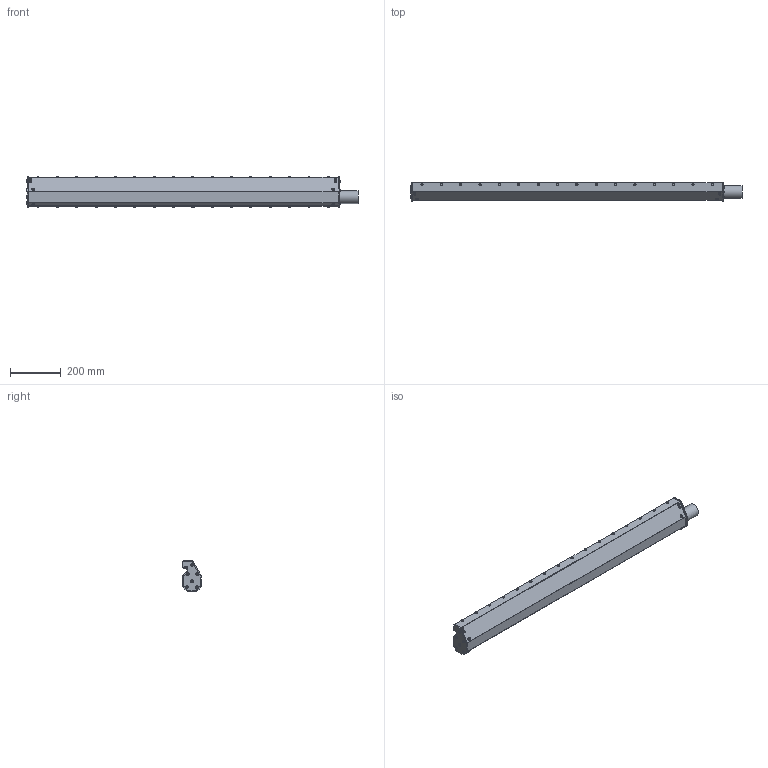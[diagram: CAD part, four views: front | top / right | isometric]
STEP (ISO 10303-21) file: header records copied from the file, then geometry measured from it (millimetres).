
FILE_DESCRIPTION(/* description */ (''),/* implementation_level */ '2;1');
FILE_NAME(/* name */ 'MA2Lxxxxxx048 DUMMY.stp',/* time_stamp */ '2018-02-13T16:03:22-05:00',/* author */ ('James'),/* organization */ (''),/* preprocessor_version */ 'ST-DEVELOPER v16.5',/* originating_system */ 'Autodesk Inventor 2017',/* authorisation */ '');
FILE_SCHEMA (('AUTOMOTIVE_DESIGN { 1 0 10303 214 3 1 1 }'));
Products named in the file (1): MA2Lxxxxxx048 DUMMY
Bounding box: 1306.94 x 71.12 x 122.73 mm (x, y, z)
Volume: 7297040.7 mm3; surface area: 457695.8 mm2
Topology: 1 solids, 1 shells, 1041 faces, 2304 edges, 1464 vertices
Faces by surface type: plane 434, cone 304, cylinder 209, bspline 39, sphere 39, torus 16
Full cylindrical faces by diameter (mm): 7.6 x4, 9 x36, 9.5 x18, 10.5 x17, 11 x35, 50.8 x1
Entity records: 69853 total; most frequent: CARTESIAN_POINT 48806, ORIENTED_EDGE 4166, DIRECTION 4146, EDGE_CURVE 2083, AXIS2_PLACEMENT_3D 1782, VERTEX_POINT 1386, EDGE_LOOP 1383, FACE_OUTER_BOUND 1041
